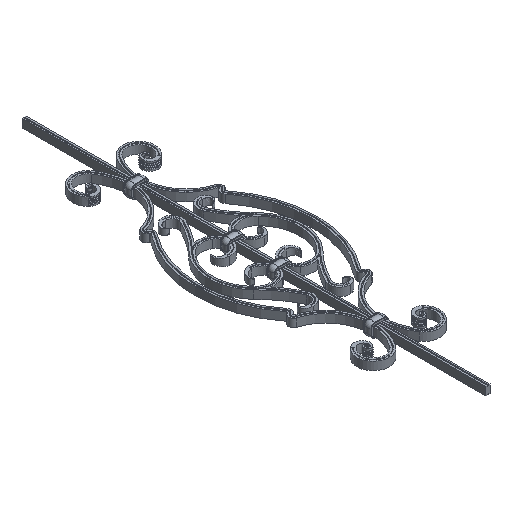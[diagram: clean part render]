
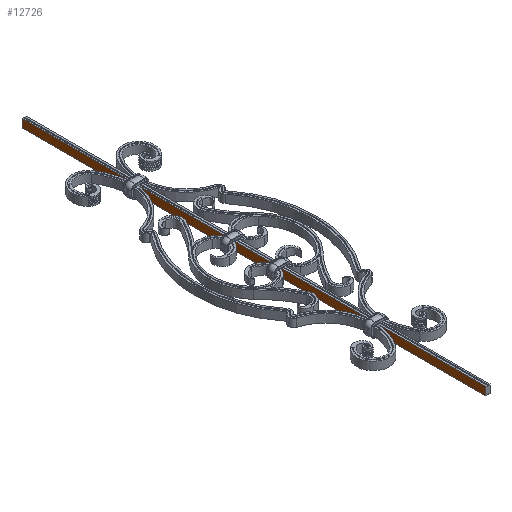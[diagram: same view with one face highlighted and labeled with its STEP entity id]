
A CAD part, isometric view. The second image highlights one B-rep face of the part: STEP entity #12726.
In plain terms, the highlighted planar face has unit normal (-1, 0, 0).
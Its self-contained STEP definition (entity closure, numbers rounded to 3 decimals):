
#1818 = DIRECTION ( 'NONE',  ( 0., 0., 1. ) ) ;
#3768 = ORIENTED_EDGE ( 'NONE', *, *, #26019, .T. ) ;
#3943 = VECTOR ( 'NONE', #30865, 1000. ) ;
#4602 = LINE ( 'NONE', #31978, #15599 ) ;
#4717 = CARTESIAN_POINT ( 'NONE',  ( -4., 450., -8. ) ) ;
#8541 = EDGE_CURVE ( 'NONE', #11926, #9514, #22048, .T. ) ;
#9514 = VERTEX_POINT ( 'NONE', #13615 ) ;
#10082 = CARTESIAN_POINT ( 'NONE',  ( -4., 450., 8. ) ) ;
#10532 = VERTEX_POINT ( 'NONE', #10082 ) ;
#10576 = VECTOR ( 'NONE', #1818, 1000. ) ;
#10737 = DIRECTION ( 'NONE',  ( 1., 0., 0. ) ) ;
#11288 = LINE ( 'NONE', #36375, #3943 ) ;
#11926 = VERTEX_POINT ( 'NONE', #13637 ) ;
#12726 = ADVANCED_FACE ( 'NONE', ( #33821 ), #16625, .F. ) ;
#13615 = CARTESIAN_POINT ( 'NONE',  ( -4., -450., 8. ) ) ;
#13637 = CARTESIAN_POINT ( 'NONE',  ( -4., -450., -8. ) ) ;
#13987 = VERTEX_POINT ( 'NONE', #31409 ) ;
#15599 = VECTOR ( 'NONE', #37721, 1000. ) ;
#16625 = PLANE ( 'NONE',  #27175 ) ;
#19095 = ORIENTED_EDGE ( 'NONE', *, *, #36166, .F. ) ;
#19370 = CARTESIAN_POINT ( 'NONE',  ( -4., -450., -8. ) ) ;
#22048 = LINE ( 'NONE', #19370, #10576 ) ;
#23220 = EDGE_LOOP ( 'NONE', ( #36790, #33414, #19095, #3768 ) ) ;
#26019 = EDGE_CURVE ( 'NONE', #13987, #11926, #4602, .T. ) ;
#27175 = AXIS2_PLACEMENT_3D ( 'NONE', #4717, #10737, #37130 ) ;
#27213 = CARTESIAN_POINT ( 'NONE',  ( -4., 450., -8. ) ) ;
#30677 = LINE ( 'NONE', #27213, #33439 ) ;
#30865 = DIRECTION ( 'NONE',  ( 0., -1., 0. ) ) ;
#31409 = CARTESIAN_POINT ( 'NONE',  ( -4., 450., -8. ) ) ;
#31581 = EDGE_CURVE ( 'NONE', #10532, #9514, #11288, .T. ) ;
#31978 = CARTESIAN_POINT ( 'NONE',  ( -4., 450., -8. ) ) ;
#33414 = ORIENTED_EDGE ( 'NONE', *, *, #31581, .F. ) ;
#33439 = VECTOR ( 'NONE', #36143, 1000. ) ;
#33821 = FACE_OUTER_BOUND ( 'NONE', #23220, .T. ) ;
#36143 = DIRECTION ( 'NONE',  ( 0., 0., 1. ) ) ;
#36166 = EDGE_CURVE ( 'NONE', #13987, #10532, #30677, .T. ) ;
#36375 = CARTESIAN_POINT ( 'NONE',  ( -4., 450., 8. ) ) ;
#36790 = ORIENTED_EDGE ( 'NONE', *, *, #8541, .T. ) ;
#37130 = DIRECTION ( 'NONE',  ( 0., 0., -1. ) ) ;
#37721 = DIRECTION ( 'NONE',  ( 0., -1., 0. ) ) ;
